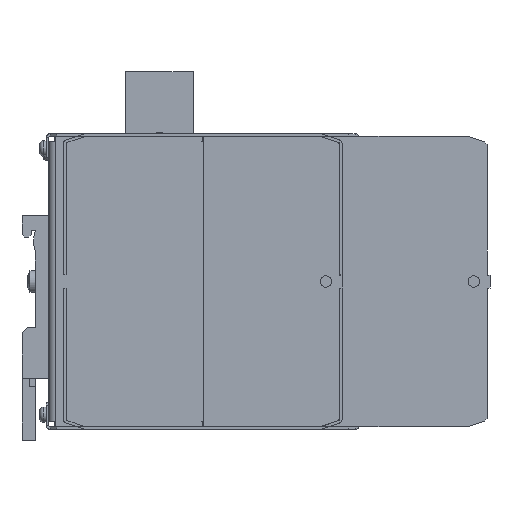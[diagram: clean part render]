
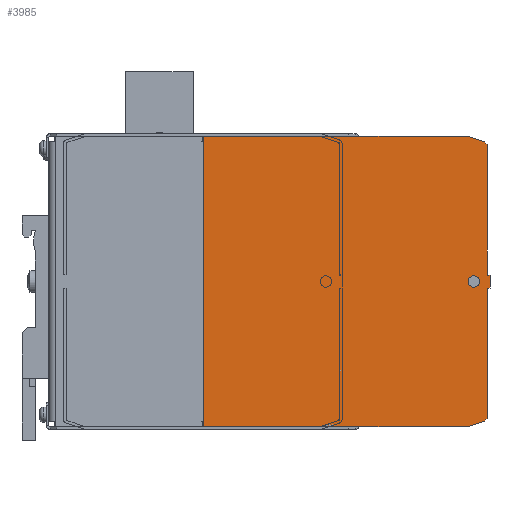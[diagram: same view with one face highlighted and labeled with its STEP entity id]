
A CAD part, left-side view. The second image highlights one B-rep face of the part: STEP entity #3985.
In plain terms, the highlighted planar face has unit normal (-1, 0, 0).
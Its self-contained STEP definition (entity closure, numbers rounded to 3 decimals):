
#3985 = ADVANCED_FACE( '', ( #8776, #8777 ), #8778, .T. );
#8776 = FACE_BOUND( '', #15389, .T. );
#8777 = FACE_OUTER_BOUND( '', #15390, .T. );
#8778 = PLANE( '', #15391 );
#15389 = EDGE_LOOP( '', ( #27177 ) );
#15390 = EDGE_LOOP( '', ( #27178, #27179, #27180, #27181, #27182, #27183, #27184, #27185, #27186, #27187, #27188, #27189, #27190, #27191 ) );
#15391 = AXIS2_PLACEMENT_3D( '', #27192, #27193, #27194 );
#27177 = ORIENTED_EDGE( '', *, *, #36428, .F. );
#27178 = ORIENTED_EDGE( '', *, *, #33069, .F. );
#27179 = ORIENTED_EDGE( '', *, *, #34203, .T. );
#27180 = ORIENTED_EDGE( '', *, *, #36716, .F. );
#27181 = ORIENTED_EDGE( '', *, *, #33285, .F. );
#27182 = ORIENTED_EDGE( '', *, *, #36717, .F. );
#27183 = ORIENTED_EDGE( '', *, *, #34781, .F. );
#27184 = ORIENTED_EDGE( '', *, *, #33791, .F. );
#27185 = ORIENTED_EDGE( '', *, *, #33882, .T. );
#27186 = ORIENTED_EDGE( '', *, *, #36718, .T. );
#27187 = ORIENTED_EDGE( '', *, *, #33445, .T. );
#27188 = ORIENTED_EDGE( '', *, *, #36719, .F. );
#27189 = ORIENTED_EDGE( '', *, *, #32617, .F. );
#27190 = ORIENTED_EDGE( '', *, *, #36720, .F. );
#27191 = ORIENTED_EDGE( '', *, *, #35861, .F. );
#27192 = CARTESIAN_POINT( '', ( -30., -1.326, 54. ) );
#27193 = DIRECTION( '', ( -1., 0., 0. ) );
#27194 = DIRECTION( '', ( 0., -1., 0. ) );
#32617 = EDGE_CURVE( '', #38611, #38613, #38614, .T. );
#33069 = EDGE_CURVE( '', #39403, #39405, #39406, .T. );
#33285 = EDGE_CURVE( '', #39769, #39771, #39772, .T. );
#33445 = EDGE_CURVE( '', #40039, #40037, #40040, .T. );
#33791 = EDGE_CURVE( '', #40615, #40617, #40618, .T. );
#33882 = EDGE_CURVE( '', #40615, #40773, #40775, .T. );
#34203 = EDGE_CURVE( '', #39403, #41303, #41304, .T. );
#34781 = EDGE_CURVE( '', #40617, #42218, #42219, .T. );
#35861 = EDGE_CURVE( '', #39405, #43801, #43802, .T. );
#36428 = EDGE_CURVE( '', #44572, #44572, #44573, .T. );
#36716 = EDGE_CURVE( '', #39771, #41303, #44933, .T. );
#36717 = EDGE_CURVE( '', #42218, #39769, #44934, .T. );
#36718 = EDGE_CURVE( '', #40773, #40039, #44935, .T. );
#36719 = EDGE_CURVE( '', #38613, #40037, #44936, .T. );
#36720 = EDGE_CURVE( '', #43801, #38611, #44937, .T. );
#38611 = VERTEX_POINT( '', #47339 );
#38613 = VERTEX_POINT( '', #47342 );
#38614 = LINE( '', #47343, #47344 );
#39403 = VERTEX_POINT( '', #48530 );
#39405 = VERTEX_POINT( '', #48533 );
#39406 = LINE( '', #48534, #48535 );
#39769 = VERTEX_POINT( '', #49196 );
#39771 = VERTEX_POINT( '', #49199 );
#39772 = LINE( '', #49200, #49201 );
#40037 = VERTEX_POINT( '', #49618 );
#40039 = VERTEX_POINT( '', #49621 );
#40040 = LINE( '', #49622, #49623 );
#40615 = VERTEX_POINT( '', #50485 );
#40617 = VERTEX_POINT( '', #50488 );
#40618 = LINE( '', #50489, #50490 );
#40773 = VERTEX_POINT( '', #50761 );
#40775 = LINE( '', #50763, #50764 );
#41303 = VERTEX_POINT( '', #51492 );
#41304 = LINE( '', #51493, #51494 );
#42218 = VERTEX_POINT( '', #52903 );
#42219 = LINE( '', #52904, #52905 );
#43801 = VERTEX_POINT( '', #55379 );
#43802 = LINE( '', #55380, #55381 );
#44572 = VERTEX_POINT( '', #56492 );
#44573 = CIRCLE( '', #56493, 2.11 );
#44933 = LINE( '', #57016, #57017 );
#44934 = LINE( '', #57018, #57019 );
#44935 = LINE( '', #57020, #57021 );
#44936 = LINE( '', #57022, #57023 );
#44937 = LINE( '', #57024, #57025 );
#47339 = CARTESIAN_POINT( '', ( -30., -107., -51.923 ) );
#47342 = CARTESIAN_POINT( '', ( -30., -101.736, -53.683 ) );
#47343 = CARTESIAN_POINT( '', ( -30., -43.797, -73.051 ) );
#47344 = VECTOR( '', #59257, 1000. );
#48530 = CARTESIAN_POINT( '', ( -30., -109., -2.4 ) );
#48533 = CARTESIAN_POINT( '', ( -30., -108., -2.4 ) );
#48534 = CARTESIAN_POINT( '', ( -30., -1.326, -2.4 ) );
#48535 = VECTOR( '', #59773, 1000. );
#49196 = CARTESIAN_POINT( '', ( -30., -108., 50.923 ) );
#49199 = CARTESIAN_POINT( '', ( -30., -108., 2.4 ) );
#49200 = CARTESIAN_POINT( '', ( -30., -108., 54. ) );
#49201 = VECTOR( '', #59989, 1000. );
#49618 = CARTESIAN_POINT( '', ( -30., -99.787, -54. ) );
#49621 = CARTESIAN_POINT( '', ( -30., -2.5, -54. ) );
#49622 = CARTESIAN_POINT( '', ( -30., -1.326, -54. ) );
#49623 = VECTOR( '', #60155, 1000. );
#50485 = CARTESIAN_POINT( '', ( -30., -99.787, 54. ) );
#50488 = CARTESIAN_POINT( '', ( -30., -101.736, 53.683 ) );
#50489 = CARTESIAN_POINT( '', ( -30., -3.866, 69.608 ) );
#50490 = VECTOR( '', #60574, 1000. );
#50761 = CARTESIAN_POINT( '', ( -30., -2.5, 54. ) );
#50763 = CARTESIAN_POINT( '', ( -30., -1.326, 54. ) );
#50764 = VECTOR( '', #60654, 1000. );
#51492 = CARTESIAN_POINT( '', ( -30., -109., 2.4 ) );
#51493 = CARTESIAN_POINT( '', ( -30., -109., -54. ) );
#51494 = VECTOR( '', #61026, 1000. );
#52903 = CARTESIAN_POINT( '', ( -30., -107., 51.923 ) );
#52904 = CARTESIAN_POINT( '', ( -30., -11.323, 83.907 ) );
#52905 = VECTOR( '', #61626, 1000. );
#55379 = CARTESIAN_POINT( '', ( -30., -108., -50.923 ) );
#55380 = CARTESIAN_POINT( '', ( -30., -108., 54. ) );
#55381 = VECTOR( '', #62698, 1000. );
#56492 = CARTESIAN_POINT( '', ( -30., -105.11, 0. ) );
#56493 = AXIS2_PLACEMENT_3D( '', #63218, #63219, #63220 );
#57016 = CARTESIAN_POINT( '', ( -30., -1.326, 2.4 ) );
#57017 = VECTOR( '', #63455, 1000. );
#57018 = CARTESIAN_POINT( '', ( -30., -53.125, 105.799 ) );
#57019 = VECTOR( '', #63456, 1000. );
#57020 = CARTESIAN_POINT( '', ( -30., -2.5, 54. ) );
#57021 = VECTOR( '', #63457, 1000. );
#57022 = CARTESIAN_POINT( '', ( -30., -20.986, -66.822 ) );
#57023 = VECTOR( '', #63458, 1000. );
#57024 = CARTESIAN_POINT( '', ( -30., -107.125, -51.799 ) );
#57025 = VECTOR( '', #63459, 1000. );
#59257 = DIRECTION( '', ( 0., 0.948, -0.317 ) );
#59773 = DIRECTION( '', ( 0., 1., 0. ) );
#59989 = DIRECTION( '', ( 0., 0., -1. ) );
#60155 = DIRECTION( '', ( 0., -1., 0. ) );
#60574 = DIRECTION( '', ( 0., -0.987, -0.161 ) );
#60654 = DIRECTION( '', ( 0., 1., 0. ) );
#61026 = DIRECTION( '', ( 0., 0., 1. ) );
#61626 = DIRECTION( '', ( 0., -0.948, -0.317 ) );
#62698 = DIRECTION( '', ( 0., 0., -1. ) );
#63218 = CARTESIAN_POINT( '', ( -30., -103., 0. ) );
#63219 = DIRECTION( '', ( -1., 0., 0. ) );
#63220 = DIRECTION( '', ( 0., -1., 0. ) );
#63455 = DIRECTION( '', ( 0., -1., 0. ) );
#63456 = DIRECTION( '', ( 0., -0.707, -0.707 ) );
#63457 = DIRECTION( '', ( 0., 0., -1. ) );
#63458 = DIRECTION( '', ( 0., 0.987, -0.161 ) );
#63459 = DIRECTION( '', ( 0., 0.707, -0.707 ) );
